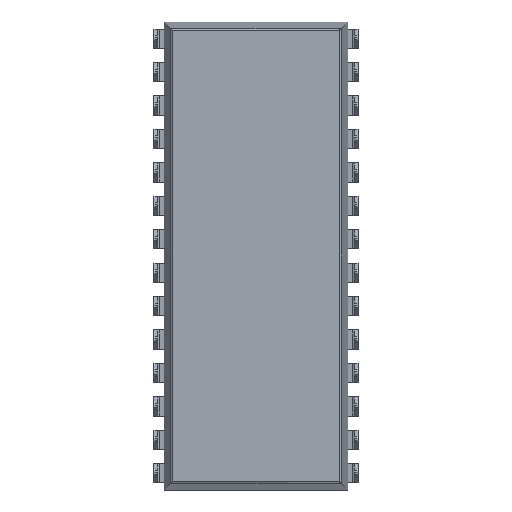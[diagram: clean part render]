
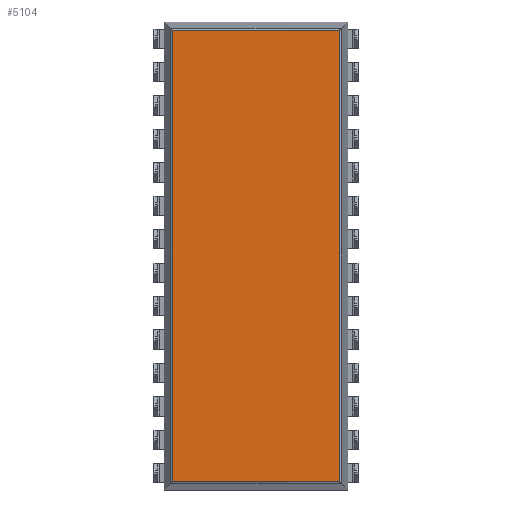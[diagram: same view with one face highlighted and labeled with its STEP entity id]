
A CAD part, front view. The second image highlights one B-rep face of the part: STEP entity #5104.
In plain terms, the highlighted planar face has unit normal (0, -1, 0).
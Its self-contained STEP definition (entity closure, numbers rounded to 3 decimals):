
#5092 = EDGE_CURVE ( 'NONE', #5098, #5093, #16659, .T. ) ;
#5093 = VERTEX_POINT ( 'NONE', #16655 ) ;
#5094 = ORIENTED_EDGE ( 'NONE', *, *, #5119, .T. ) ;
#5095 = VERTEX_POINT ( 'NONE', #16711 ) ;
#5096 = EDGE_CURVE ( 'NONE', #5097, #5098, #16710, .T. ) ;
#5097 = VERTEX_POINT ( 'NONE', #16706 ) ;
#5098 = VERTEX_POINT ( 'NONE', #16705 ) ;
#5099 = ORIENTED_EDGE ( 'NONE', *, *, #5092, .T. ) ;
#5104 = ADVANCED_FACE ( 'NONE', ( #16699 ), #16684, .T. ) ;
#5105 = EDGE_LOOP ( 'NONE', ( #5106, #5099, #5094, #5162 ) ) ;
#5106 = ORIENTED_EDGE ( 'NONE', *, *, #5096, .T. ) ;
#5119 = EDGE_CURVE ( 'NONE', #5093, #5095, #16718, .T. ) ;
#5162 = ORIENTED_EDGE ( 'NONE', *, *, #5163, .T. ) ;
#5163 = EDGE_CURVE ( 'NONE', #5095, #5097, #16846, .T. ) ;
#16655 = CARTESIAN_POINT ( 'NONE',  ( 6.368, 0.15, -17.163 ) ) ;
#16656 = DIRECTION ( 'NONE',  ( 1., 0., 0. ) ) ;
#16657 = VECTOR ( 'NONE', #16656, 1000. ) ;
#16658 = CARTESIAN_POINT ( 'NONE',  ( -6.985, 0.15, -17.163 ) ) ;
#16659 = LINE ( 'NONE', #16658, #16657 ) ;
#16684 = PLANE ( 'NONE',  #16742 ) ;
#16699 = FACE_OUTER_BOUND ( 'NONE', #5105, .T. ) ;
#16705 = CARTESIAN_POINT ( 'NONE',  ( -6.368, 0.15, -17.163 ) ) ;
#16706 = CARTESIAN_POINT ( 'NONE',  ( -6.368, 0.15, 17.163 ) ) ;
#16707 = DIRECTION ( 'NONE',  ( 0., 0., -1. ) ) ;
#16708 = VECTOR ( 'NONE', #16707, 1000. ) ;
#16709 = CARTESIAN_POINT ( 'NONE',  ( -6.368, 0.15, -17.78 ) ) ;
#16710 = LINE ( 'NONE', #16709, #16708 ) ;
#16711 = CARTESIAN_POINT ( 'NONE',  ( 6.368, 0.15, 17.163 ) ) ;
#16715 = DIRECTION ( 'NONE',  ( 0., 0., 1. ) ) ;
#16716 = VECTOR ( 'NONE', #16715, 1000. ) ;
#16717 = CARTESIAN_POINT ( 'NONE',  ( 6.368, 0.15, -17.78 ) ) ;
#16718 = LINE ( 'NONE', #16717, #16716 ) ;
#16739 = DIRECTION ( 'NONE',  ( 0., 0., -1. ) ) ;
#16740 = DIRECTION ( 'NONE',  ( 0., -1., 0. ) ) ;
#16741 = CARTESIAN_POINT ( 'NONE',  ( -6.985, 0.15, -17.78 ) ) ;
#16742 = AXIS2_PLACEMENT_3D ( 'NONE', #16741, #16740, #16739 ) ;
#16842 = DIRECTION ( 'NONE',  ( -1., 0., 0. ) ) ;
#16843 = VECTOR ( 'NONE', #16842, 1000. ) ;
#16844 = CARTESIAN_POINT ( 'NONE',  ( -6.985, 0.15, 17.163 ) ) ;
#16846 = LINE ( 'NONE', #16844, #16843 ) ;
